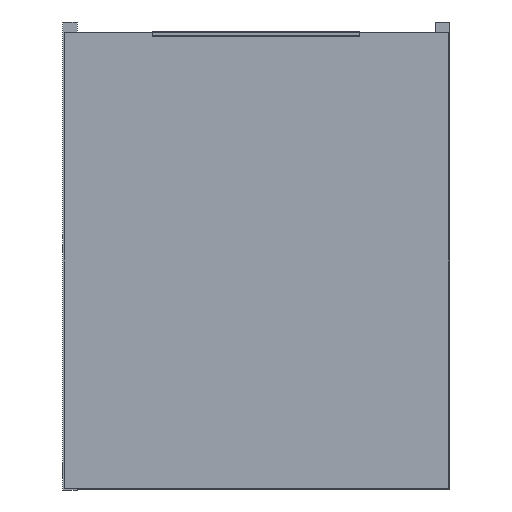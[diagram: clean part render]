
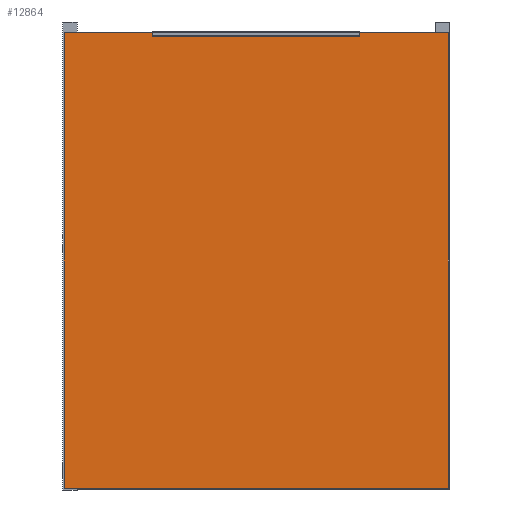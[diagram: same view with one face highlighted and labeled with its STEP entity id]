
A CAD part, front view. The second image highlights one B-rep face of the part: STEP entity #12864.
In plain terms, the highlighted planar face has unit normal (0, -1, 0).
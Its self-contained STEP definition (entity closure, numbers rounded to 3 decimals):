
#961=FACE_OUTER_BOUND('',#1684,.T.);
#1684=EDGE_LOOP('',(#8615,#8616,#8617,#8618));
#2458=LINE('',#18465,#3901);
#2462=LINE('',#18473,#3905);
#2465=LINE('',#18479,#3908);
#2468=LINE('',#18484,#3911);
#3901=VECTOR('',#14802,1.);
#3905=VECTOR('',#14808,1.);
#3908=VECTOR('',#14813,1.);
#3911=VECTOR('',#14818,1.);
#5328=VERTEX_POINT('',#18463);
#5329=VERTEX_POINT('',#18464);
#5332=VERTEX_POINT('',#18472);
#5334=VERTEX_POINT('',#18478);
#6618=EDGE_CURVE('',#5328,#5329,#2458,.T.);
#6622=EDGE_CURVE('',#5332,#5328,#2462,.T.);
#6625=EDGE_CURVE('',#5334,#5332,#2465,.T.);
#6628=EDGE_CURVE('',#5329,#5334,#2468,.T.);
#8615=ORIENTED_EDGE('',*,*,#6628,.F.);
#8616=ORIENTED_EDGE('',*,*,#6618,.F.);
#8617=ORIENTED_EDGE('',*,*,#6622,.F.);
#8618=ORIENTED_EDGE('',*,*,#6625,.F.);
#12386=PLANE('',#13626);
#12864=ADVANCED_FACE('',(#961),#12386,.F.);
#13626=AXIS2_PLACEMENT_3D('',#18487,#14822,#14823);
#14802=DIRECTION('',(-1.,0.,0.));
#14808=DIRECTION('',(0.,0.,-1.));
#14813=DIRECTION('',(1.,0.,0.));
#14818=DIRECTION('',(0.,0.,1.));
#14822=DIRECTION('center_axis',(0.,1.,0.));
#14823=DIRECTION('ref_axis',(1.,0.,0.));
#18463=CARTESIAN_POINT('',(428.5,-255.,2.));
#18464=CARTESIAN_POINT('',(1.5,-255.,2.));
#18465=CARTESIAN_POINT('',(428.5,-255.,2.));
#18472=CARTESIAN_POINT('',(428.5,-255.,508.));
#18473=CARTESIAN_POINT('',(428.5,-255.,508.));
#18478=CARTESIAN_POINT('',(1.5,-255.,508.));
#18479=CARTESIAN_POINT('',(1.5,-255.,508.));
#18484=CARTESIAN_POINT('',(1.5,-255.,2.));
#18487=CARTESIAN_POINT('Origin',(215.,-255.,255.));
